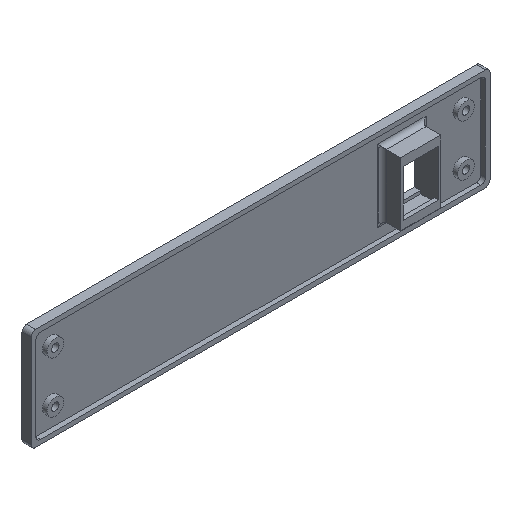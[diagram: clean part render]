
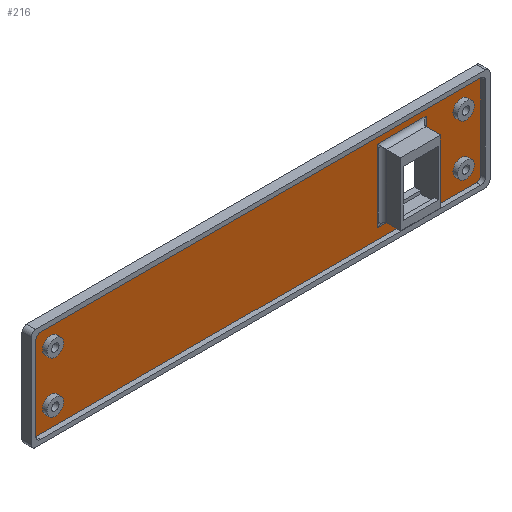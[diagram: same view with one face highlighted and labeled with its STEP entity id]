
A CAD part, isometric view. The second image highlights one B-rep face of the part: STEP entity #216.
In plain terms, the highlighted planar face has unit normal (0, -1, 0).
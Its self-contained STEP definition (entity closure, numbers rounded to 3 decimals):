
#27=CARTESIAN_POINT('',(-425.8,-78.,426.75));
#28=DIRECTION('',(0.,-1.,0.));
#29=DIRECTION('',(0.,0.,-1.));
#30=AXIS2_PLACEMENT_3D('',#27,#28,#29);
#31=PLANE('',#30);
#32=CARTESIAN_POINT('',(-509.8,-78.,497.305));
#33=VERTEX_POINT('',#32);
#34=CARTESIAN_POINT('',(-509.8,-78.,460.855));
#35=VERTEX_POINT('',#34);
#36=CARTESIAN_POINT('',(-509.8,-78.,497.305));
#37=DIRECTION('',(0.,0.,-1.));
#38=VECTOR('',#37,36.45);
#39=LINE('',#36,#38);
#40=EDGE_CURVE('',#33,#35,#39,.T.);
#41=ORIENTED_EDGE('',*,*,#40,.T.);
#42=CARTESIAN_POINT('',(-507.8,-78.,458.855));
#43=VERTEX_POINT('',#42);
#44=CARTESIAN_POINT('',(-507.8,-78.,460.855));
#45=DIRECTION('',(0.,-1.,0.));
#46=DIRECTION('',(1.,0.,0.));
#47=AXIS2_PLACEMENT_3D('',#44,#45,#46);
#48=CIRCLE('',#47,2.);
#49=EDGE_CURVE('',#35,#43,#48,.T.);
#50=ORIENTED_EDGE('',*,*,#49,.T.);
#51=CARTESIAN_POINT('',(-316.2,-78.,458.855));
#52=VERTEX_POINT('',#51);
#53=CARTESIAN_POINT('',(-507.8,-78.,458.855));
#54=DIRECTION('',(1.,0.,0.));
#55=VECTOR('',#54,191.6);
#56=LINE('',#53,#55);
#57=EDGE_CURVE('',#43,#52,#56,.T.);
#58=ORIENTED_EDGE('',*,*,#57,.T.);
#59=CARTESIAN_POINT('',(-314.2,-78.,460.855));
#60=VERTEX_POINT('',#59);
#61=CARTESIAN_POINT('',(-316.2,-78.,460.855));
#62=DIRECTION('',(-0.,1.,0.));
#63=DIRECTION('',(-1.,-0.,0.));
#64=AXIS2_PLACEMENT_3D('',#61,#62,#63);
#65=CIRCLE('',#64,2.);
#66=EDGE_CURVE('',#60,#52,#65,.T.);
#67=ORIENTED_EDGE('',*,*,#66,.F.);
#68=CARTESIAN_POINT('',(-314.2,-78.,497.305));
#69=VERTEX_POINT('',#68);
#70=CARTESIAN_POINT('',(-314.2,-78.,497.305));
#71=DIRECTION('',(0.,0.,-1.));
#72=VECTOR('',#71,36.45);
#73=LINE('',#70,#72);
#74=EDGE_CURVE('',#69,#60,#73,.T.);
#75=ORIENTED_EDGE('',*,*,#74,.F.);
#76=CARTESIAN_POINT('',(-316.2,-78.,499.305));
#77=VERTEX_POINT('',#76);
#78=CARTESIAN_POINT('',(-316.2,-78.,497.305));
#79=DIRECTION('',(-0.,1.,0.));
#80=DIRECTION('',(-1.,-0.,0.));
#81=AXIS2_PLACEMENT_3D('',#78,#79,#80);
#82=CIRCLE('',#81,2.);
#83=EDGE_CURVE('',#77,#69,#82,.T.);
#84=ORIENTED_EDGE('',*,*,#83,.F.);
#85=CARTESIAN_POINT('',(-507.8,-78.,499.305));
#86=VERTEX_POINT('',#85);
#87=CARTESIAN_POINT('',(-316.2,-78.,499.305));
#88=DIRECTION('',(-1.,-0.,0.));
#89=VECTOR('',#88,191.6);
#90=LINE('',#87,#89);
#91=EDGE_CURVE('',#77,#86,#90,.T.);
#92=ORIENTED_EDGE('',*,*,#91,.T.);
#93=CARTESIAN_POINT('',(-507.8,-78.,497.305));
#94=DIRECTION('',(0.,-1.,0.));
#95=DIRECTION('',(1.,0.,0.));
#96=AXIS2_PLACEMENT_3D('',#93,#94,#95);
#97=CIRCLE('',#96,2.);
#98=EDGE_CURVE('',#86,#33,#97,.T.);
#99=ORIENTED_EDGE('',*,*,#98,.T.);
#100=EDGE_LOOP('',(#41,#50,#58,#67,#75,#84,#92,#99));
#101=FACE_BOUND('',#100,.T.);
#102=CARTESIAN_POINT('',(-504.9,-78.,490.225));
#103=VERTEX_POINT('',#102);
#104=CARTESIAN_POINT('',(-497.7,-78.,490.225));
#105=VERTEX_POINT('',#104);
#106=CARTESIAN_POINT('',(-501.3,-78.,490.225));
#107=DIRECTION('',(0.,-1.,0.));
#108=DIRECTION('',(1.,0.,0.));
#109=AXIS2_PLACEMENT_3D('',#106,#107,#108);
#110=CIRCLE('',#109,3.6);
#111=EDGE_CURVE('',#103,#105,#110,.T.);
#112=ORIENTED_EDGE('',*,*,#111,.F.);
#113=CARTESIAN_POINT('',(-501.3,-78.,490.225));
#114=DIRECTION('',(0.,-1.,0.));
#115=DIRECTION('',(1.,0.,0.));
#116=AXIS2_PLACEMENT_3D('',#113,#114,#115);
#117=CIRCLE('',#116,3.6);
#118=EDGE_CURVE('',#105,#103,#117,.T.);
#119=ORIENTED_EDGE('',*,*,#118,.F.);
#120=EDGE_LOOP('',(#112,#119));
#121=FACE_BOUND('',#120,.T.);
#122=CARTESIAN_POINT('',(-504.9,-78.,467.975));
#123=VERTEX_POINT('',#122);
#124=CARTESIAN_POINT('',(-497.7,-78.,467.975));
#125=VERTEX_POINT('',#124);
#126=CARTESIAN_POINT('',(-501.3,-78.,467.975));
#127=DIRECTION('',(0.,-1.,0.));
#128=DIRECTION('',(1.,0.,0.));
#129=AXIS2_PLACEMENT_3D('',#126,#127,#128);
#130=CIRCLE('',#129,3.6);
#131=EDGE_CURVE('',#123,#125,#130,.T.);
#132=ORIENTED_EDGE('',*,*,#131,.F.);
#133=CARTESIAN_POINT('',(-501.3,-78.,467.975));
#134=DIRECTION('',(0.,-1.,0.));
#135=DIRECTION('',(1.,0.,0.));
#136=AXIS2_PLACEMENT_3D('',#133,#134,#135);
#137=CIRCLE('',#136,3.6);
#138=EDGE_CURVE('',#125,#123,#137,.T.);
#139=ORIENTED_EDGE('',*,*,#138,.F.);
#140=EDGE_LOOP('',(#132,#139));
#141=FACE_BOUND('',#140,.T.);
#142=CARTESIAN_POINT('',(-326.3,-78.,490.225));
#143=VERTEX_POINT('',#142);
#144=CARTESIAN_POINT('',(-319.1,-78.,490.225));
#145=VERTEX_POINT('',#144);
#146=CARTESIAN_POINT('',(-322.7,-78.,490.225));
#147=DIRECTION('',(-0.,1.,0.));
#148=DIRECTION('',(-1.,-0.,0.));
#149=AXIS2_PLACEMENT_3D('',#146,#147,#148);
#150=CIRCLE('',#149,3.6);
#151=EDGE_CURVE('',#143,#145,#150,.T.);
#152=ORIENTED_EDGE('',*,*,#151,.T.);
#153=CARTESIAN_POINT('',(-322.7,-78.,490.225));
#154=DIRECTION('',(-0.,1.,0.));
#155=DIRECTION('',(-1.,-0.,0.));
#156=AXIS2_PLACEMENT_3D('',#153,#154,#155);
#157=CIRCLE('',#156,3.6);
#158=EDGE_CURVE('',#145,#143,#157,.T.);
#159=ORIENTED_EDGE('',*,*,#158,.T.);
#160=EDGE_LOOP('',(#152,#159));
#161=FACE_BOUND('',#160,.T.);
#162=CARTESIAN_POINT('',(-326.3,-78.,467.975));
#163=VERTEX_POINT('',#162);
#164=CARTESIAN_POINT('',(-319.1,-78.,467.975));
#165=VERTEX_POINT('',#164);
#166=CARTESIAN_POINT('',(-322.7,-78.,467.975));
#167=DIRECTION('',(-0.,1.,0.));
#168=DIRECTION('',(-1.,-0.,0.));
#169=AXIS2_PLACEMENT_3D('',#166,#167,#168);
#170=CIRCLE('',#169,3.6);
#171=EDGE_CURVE('',#163,#165,#170,.T.);
#172=ORIENTED_EDGE('',*,*,#171,.T.);
#173=CARTESIAN_POINT('',(-322.7,-78.,467.975));
#174=DIRECTION('',(-0.,1.,0.));
#175=DIRECTION('',(-1.,-0.,0.));
#176=AXIS2_PLACEMENT_3D('',#173,#174,#175);
#177=CIRCLE('',#176,3.6);
#178=EDGE_CURVE('',#165,#163,#177,.T.);
#179=ORIENTED_EDGE('',*,*,#178,.T.);
#180=EDGE_LOOP('',(#172,#179));
#181=FACE_BOUND('',#180,.T.);
#182=CARTESIAN_POINT('',(-338.525,-78.,493.28));
#183=VERTEX_POINT('',#182);
#184=CARTESIAN_POINT('',(-338.525,-78.,464.88));
#185=VERTEX_POINT('',#184);
#186=CARTESIAN_POINT('',(-338.525,-78.,493.28));
#187=DIRECTION('',(0.,0.,-1.));
#188=VECTOR('',#187,28.4);
#189=LINE('',#186,#188);
#190=EDGE_CURVE('',#183,#185,#189,.T.);
#191=ORIENTED_EDGE('',*,*,#190,.T.);
#192=CARTESIAN_POINT('',(-358.775,-78.,464.88));
#193=VERTEX_POINT('',#192);
#194=CARTESIAN_POINT('',(-338.525,-78.,464.88));
#195=DIRECTION('',(-1.,-0.,0.));
#196=VECTOR('',#195,20.25);
#197=LINE('',#194,#196);
#198=EDGE_CURVE('',#185,#193,#197,.T.);
#199=ORIENTED_EDGE('',*,*,#198,.T.);
#200=CARTESIAN_POINT('',(-358.775,-78.,493.28));
#201=VERTEX_POINT('',#200);
#202=CARTESIAN_POINT('',(-358.775,-78.,464.88));
#203=DIRECTION('',(0.,0.,1.));
#204=VECTOR('',#203,28.4);
#205=LINE('',#202,#204);
#206=EDGE_CURVE('',#193,#201,#205,.T.);
#207=ORIENTED_EDGE('',*,*,#206,.T.);
#208=CARTESIAN_POINT('',(-358.775,-78.,493.28));
#209=DIRECTION('',(1.,0.,0.));
#210=VECTOR('',#209,20.25);
#211=LINE('',#208,#210);
#212=EDGE_CURVE('',#201,#183,#211,.T.);
#213=ORIENTED_EDGE('',*,*,#212,.T.);
#214=EDGE_LOOP('',(#191,#199,#207,#213));
#215=FACE_BOUND('',#214,.T.);
#216=ADVANCED_FACE('',(#101,#121,#141,#161,#181,#215),#31,.T.);
